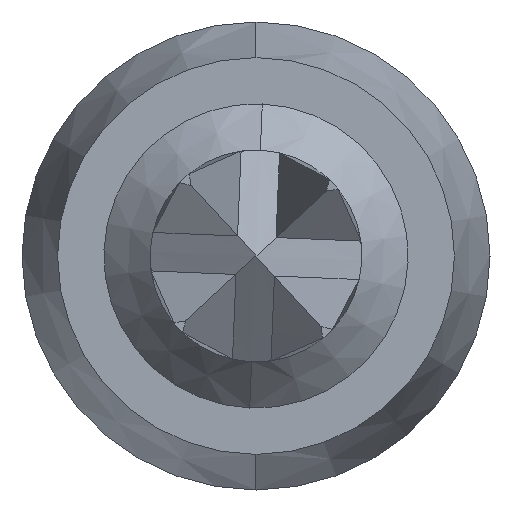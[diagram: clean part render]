
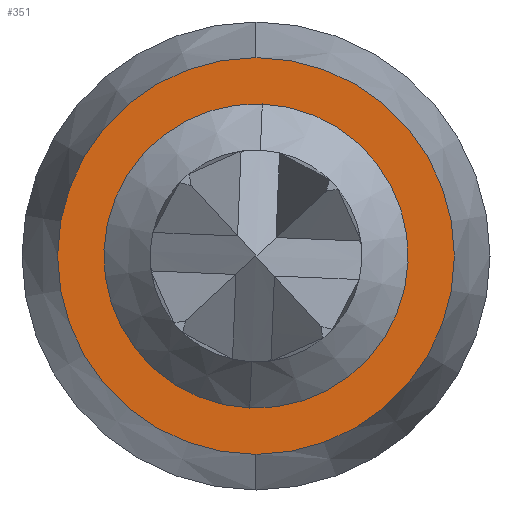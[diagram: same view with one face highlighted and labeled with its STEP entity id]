
A CAD part, left-side view. The second image highlights one B-rep face of the part: STEP entity #351.
In plain terms, the highlighted planar face has unit normal (-1, 0, 0).
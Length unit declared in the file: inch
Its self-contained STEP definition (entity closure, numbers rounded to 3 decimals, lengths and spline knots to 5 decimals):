
#12 = EDGE_LOOP ( 'NONE', ( #770, #841 ) ) ;
#181 = ORIENTED_EDGE ( 'NONE', *, *, #1029, .T. ) ;
#195 = CARTESIAN_POINT ( 'NONE',  ( 0., 0., 0. ) ) ;
#217 = EDGE_CURVE ( 'NONE', #1274, #1332, #713, .T. ) ;
#236 = CARTESIAN_POINT ( 'NONE',  ( 0., 0., 0. ) ) ;
#323 = EDGE_CURVE ( 'NONE', #1332, #1274, #363, .T. ) ;
#330 = DIRECTION ( 'NONE',  ( 0., 0., 1. ) ) ;
#349 = FACE_BOUND ( 'NONE', #1002, .T. ) ;
#351 = ADVANCED_FACE ( 'NONE', ( #349, #995 ), #1521, .F. ) ;
#363 = CIRCLE ( 'NONE', #433, 0.0103 ) ;
#426 = CIRCLE ( 'NONE', #1472, 0.0079 ) ;
#433 = AXIS2_PLACEMENT_3D ( 'NONE', #1176, #1210, #330 ) ;
#442 = CIRCLE ( 'NONE', #647, 0.0079 ) ;
#532 = CARTESIAN_POINT ( 'NONE',  ( 0., -0.00033, 0.00789 ) ) ;
#580 = CARTESIAN_POINT ( 'NONE',  ( 0., 0.00033, -0.00789 ) ) ;
#647 = AXIS2_PLACEMENT_3D ( 'NONE', #236, #1282, #736 ) ;
#699 = EDGE_CURVE ( 'NONE', #1316, #1324, #426, .T. ) ;
#713 = CIRCLE ( 'NONE', #891, 0.0103 ) ;
#736 = DIRECTION ( 'NONE',  ( 0., 0., -1. ) ) ;
#748 = AXIS2_PLACEMENT_3D ( 'NONE', #801, #1464, #894 ) ;
#770 = ORIENTED_EDGE ( 'NONE', *, *, #323, .T. ) ;
#794 = DIRECTION ( 'NONE',  ( -1., 0., 0. ) ) ;
#801 = CARTESIAN_POINT ( 'NONE',  ( 0., 0.0103, 0. ) ) ;
#841 = ORIENTED_EDGE ( 'NONE', *, *, #217, .T. ) ;
#891 = AXIS2_PLACEMENT_3D ( 'NONE', #195, #794, #1312 ) ;
#894 = DIRECTION ( 'NONE',  ( 0., 0., -1. ) ) ;
#904 = ORIENTED_EDGE ( 'NONE', *, *, #699, .T. ) ;
#995 = FACE_OUTER_BOUND ( 'NONE', #12, .T. ) ;
#1002 = EDGE_LOOP ( 'NONE', ( #904, #181 ) ) ;
#1029 = EDGE_CURVE ( 'NONE', #1324, #1316, #442, .T. ) ;
#1114 = DIRECTION ( 'NONE',  ( 0., 0., -1. ) ) ;
#1118 = DIRECTION ( 'NONE',  ( 1., 0., 0. ) ) ;
#1123 = CARTESIAN_POINT ( 'NONE',  ( 0., 0., 0. ) ) ;
#1176 = CARTESIAN_POINT ( 'NONE',  ( 0., 0., 0. ) ) ;
#1210 = DIRECTION ( 'NONE',  ( -1., 0., 0. ) ) ;
#1274 = VERTEX_POINT ( 'NONE', #1297 ) ;
#1282 = DIRECTION ( 'NONE',  ( 1., 0., 0. ) ) ;
#1297 = CARTESIAN_POINT ( 'NONE',  ( 0., 0., -0.0103 ) ) ;
#1312 = DIRECTION ( 'NONE',  ( 0., 0., 1. ) ) ;
#1316 = VERTEX_POINT ( 'NONE', #580 ) ;
#1324 = VERTEX_POINT ( 'NONE', #532 ) ;
#1332 = VERTEX_POINT ( 'NONE', #1430 ) ;
#1430 = CARTESIAN_POINT ( 'NONE',  ( 0., 0., 0.0103 ) ) ;
#1464 = DIRECTION ( 'NONE',  ( 1., 0., 0. ) ) ;
#1472 = AXIS2_PLACEMENT_3D ( 'NONE', #1123, #1118, #1114 ) ;
#1521 = PLANE ( 'NONE',  #748 ) ;
